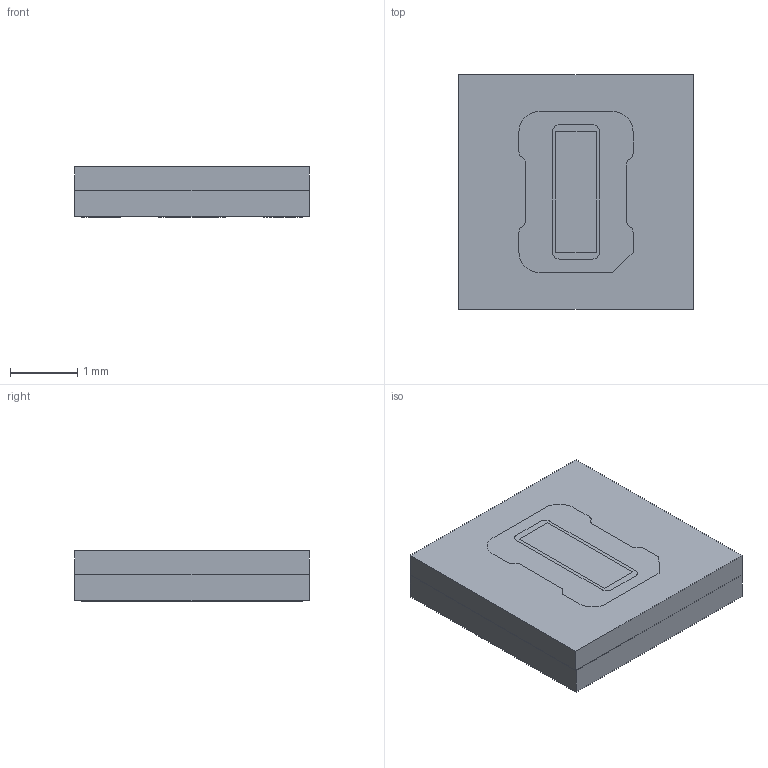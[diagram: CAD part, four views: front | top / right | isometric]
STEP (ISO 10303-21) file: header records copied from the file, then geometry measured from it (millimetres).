
FILE_DESCRIPTION (( 'STEP AP214' ), '1' );
FILE_NAME ('NJ2W270B-PF.STEP', '2020-03-03T00:34:53', ( '' ), ( '' ), 'SwSTEP 2.0', 'SolidWorks 2018', '' );
FILE_SCHEMA (( 'AUTOMOTIVE_DESIGN' ));
Length unit declared in the file: millimetre
Products named in the file (6): Parts5-2; Parts3; NJ2W270B-PF; Parts4; Parts1; Parts2
Assembly tree (5 placements, depth 2):
  NJ2W270B-PF
    Parts1
    Parts2
    Parts3
    Parts4
    Parts5-2
Bounding box: 3.5 x 3.5 x 0.75 mm (x, y, z)
Volume: 9.2 mm3; surface area: 82.5 mm2
Topology: 7 solids, 7 shells, 111 faces, 282 edges, 188 vertices
Faces by surface type: plane 71, cylinder 40
Entity records: 3620 total; most frequent: DIRECTION 600, CARTESIAN_POINT 589, ORIENTED_EDGE 564, EDGE_CURVE 282, LINE 202, VECTOR 202, AXIS2_PLACEMENT_3D 199, VERTEX_POINT 188
